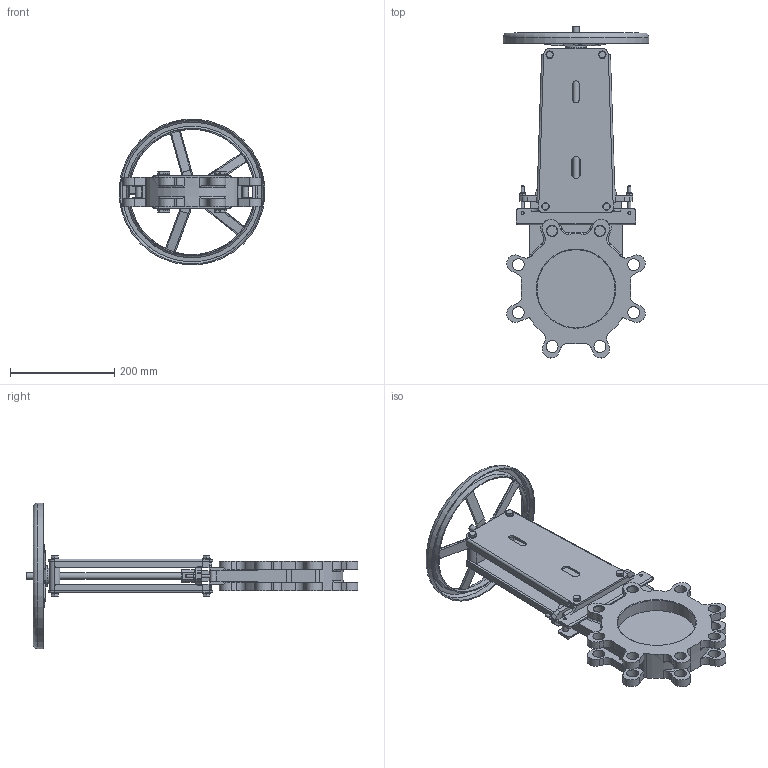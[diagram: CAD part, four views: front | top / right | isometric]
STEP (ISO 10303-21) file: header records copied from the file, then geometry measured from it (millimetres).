
FILE_DESCRIPTION(/* description */ (''),/* implementation_level */ '2;1');
FILE_NAME(/* name */ 'DN150_3D_STEP.stp',/* time_stamp */ '2025-03-20T00:02:51+03:00',/* author */ ('igorr'),/* organization */ (''),/* preprocessor_version */ 'ST-DEVELOPER v20',/* originating_system */ 'Autodesk Inventor 2025',/* authorisation */ '');
FILE_SCHEMA (('AUTOMOTIVE_DESIGN { 1 0 10303 214 3 1 1 }'));
Length unit declared in the file: millimetre
Products named in the file (8): Сборка; Деталь; Деталь1; AS 1110 - M4 x 8; ANSI B18.2.4.2M - M6x1; ANSI B18.2.4.2M - M10x1,5; AS 1237 - 8; AS 1110 - M8 x 12
Assembly tree (23 placements, depth 2):
  Сборка
    Деталь
    Деталь1
    AS 1110 - M4 x 8  x2
    ANSI B18.2.4.2M - M6x1  x2
    ANSI B18.2.4.2M - M10x1,5
    AS 1237 - 8  x8
    AS 1110 - M8 x 12  x8
Bounding box: 279.16 x 636.89 x 279.16 mm (x, y, z)
Volume: 2493349.9 mm3; surface area: 636721.5 mm2
Topology: 23 solids, 23 shells, 1005 faces, 2498 edges, 1570 vertices
Faces by surface type: plane 502, cylinder 278, cone 121, bspline 58, torus 46
Full cylindrical faces by diameter (mm): 4 x2, 4.917 x2, 6 x8, 7 x2, 8 x8, 8.376 x1, 8.4 x8, 9 x8, 12 x4, 13 x8, 14 x8, 20 x4, 21 x1, 23 x12, 24.781 x1, 25 x1, 31.5 x1, 36 x1, 40 x1, 150 x2, 240.128 x1, 244.128 x1, 276 x1, 280 x1
Entity records: 26420 total; most frequent: CARTESIAN_POINT 6615, ORIENTED_EDGE 3996, DIRECTION 3874, EDGE_CURVE 1998, AXIS2_PLACEMENT_3D 1417, VERTEX_POINT 1273, LINE 1040, VECTOR 1040
